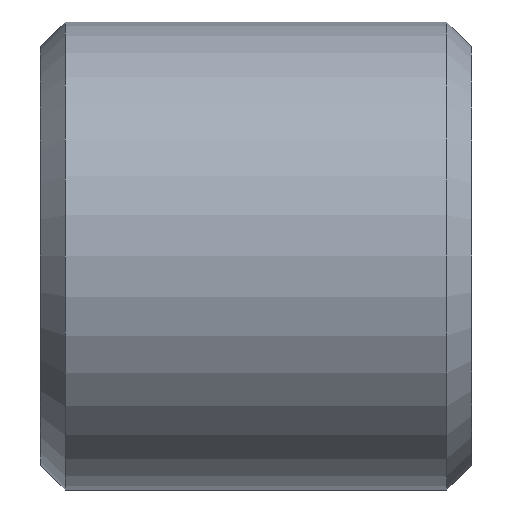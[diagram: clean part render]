
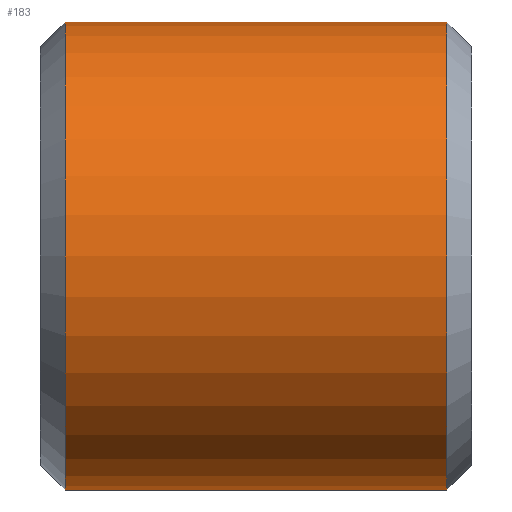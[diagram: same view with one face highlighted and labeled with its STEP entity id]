
A CAD part, left-side view. The second image highlights one B-rep face of the part: STEP entity #183.
In plain terms, the highlighted cylindrical face has radius 1.9 mm (diameter 3.8 mm), a partial arc.
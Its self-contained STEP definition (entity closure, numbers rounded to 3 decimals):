
#2 = CIRCLE ( 'NONE', #31, 1.9 ) ;
#10 = EDGE_CURVE ( 'NONE', #89, #114, #2, .T. ) ;
#18 = LINE ( 'NONE', #199, #306 ) ;
#26 = VERTEX_POINT ( 'NONE', #329 ) ;
#31 = AXIS2_PLACEMENT_3D ( 'NONE', #334, #307, #300 ) ;
#47 = CARTESIAN_POINT ( 'NONE',  ( 0., 0.2, -1.9 ) ) ;
#48 = AXIS2_PLACEMENT_3D ( 'NONE', #229, #230, #103 ) ;
#69 = AXIS2_PLACEMENT_3D ( 'NONE', #105, #336, #204 ) ;
#71 = VECTOR ( 'NONE', #135, 1000. ) ;
#89 = VERTEX_POINT ( 'NONE', #157 ) ;
#102 = EDGE_CURVE ( 'NONE', #114, #219, #288, .T. ) ;
#103 = DIRECTION ( 'NONE',  ( 0., 0., 1. ) ) ;
#105 = CARTESIAN_POINT ( 'NONE',  ( 0., 3.5, 0. ) ) ;
#110 = ORIENTED_EDGE ( 'NONE', *, *, #102, .T. ) ;
#114 = VERTEX_POINT ( 'NONE', #309 ) ;
#121 = EDGE_CURVE ( 'NONE', #89, #26, #18, .T. ) ;
#135 = DIRECTION ( 'NONE',  ( 0., -1., 0. ) ) ;
#157 = CARTESIAN_POINT ( 'NONE',  ( 0., 3.3, 1.9 ) ) ;
#183 = ADVANCED_FACE ( 'NONE', ( #227 ), #337, .T. ) ;
#199 = CARTESIAN_POINT ( 'NONE',  ( 0., 3.5, 1.9 ) ) ;
#204 = DIRECTION ( 'NONE',  ( 0., 0., -1. ) ) ;
#216 = EDGE_LOOP ( 'NONE', ( #272, #266, #110, #242 ) ) ;
#219 = VERTEX_POINT ( 'NONE', #47 ) ;
#226 = DIRECTION ( 'NONE',  ( 0., -1., 0. ) ) ;
#227 = FACE_OUTER_BOUND ( 'NONE', #216, .T. ) ;
#229 = CARTESIAN_POINT ( 'NONE',  ( 0., 0.2, 0. ) ) ;
#230 = DIRECTION ( 'NONE',  ( 0., 1., 0. ) ) ;
#242 = ORIENTED_EDGE ( 'NONE', *, *, #256, .T. ) ;
#256 = EDGE_CURVE ( 'NONE', #219, #26, #258, .T. ) ;
#258 = CIRCLE ( 'NONE', #48, 1.9 ) ;
#266 = ORIENTED_EDGE ( 'NONE', *, *, #10, .T. ) ;
#272 = ORIENTED_EDGE ( 'NONE', *, *, #121, .F. ) ;
#288 = LINE ( 'NONE', #291, #71 ) ;
#291 = CARTESIAN_POINT ( 'NONE',  ( 0., 3.5, -1.9 ) ) ;
#300 = DIRECTION ( 'NONE',  ( 0., 0., 1. ) ) ;
#306 = VECTOR ( 'NONE', #226, 1000. ) ;
#307 = DIRECTION ( 'NONE',  ( 0., -1., 0. ) ) ;
#309 = CARTESIAN_POINT ( 'NONE',  ( 0., 3.3, -1.9 ) ) ;
#329 = CARTESIAN_POINT ( 'NONE',  ( 0., 0.2, 1.9 ) ) ;
#334 = CARTESIAN_POINT ( 'NONE',  ( 0., 3.3, 0. ) ) ;
#336 = DIRECTION ( 'NONE',  ( 0., -1., 0. ) ) ;
#337 = CYLINDRICAL_SURFACE ( 'NONE', #69, 1.9 ) ;
